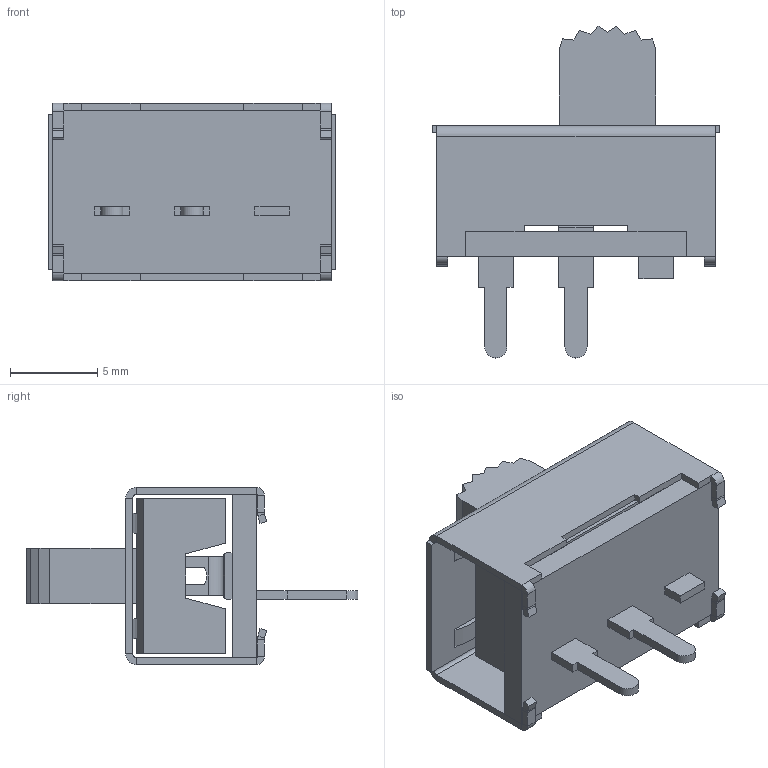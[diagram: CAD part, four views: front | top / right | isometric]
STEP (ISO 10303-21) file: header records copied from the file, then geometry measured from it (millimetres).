
FILE_DESCRIPTION (( 'STEP AP214' ), '1' );
FILE_NAME ('GF-123-0054.STEP', '2020-08-19T07:40:53', ( '' ), ( '' ), 'SwSTEP 2.0', 'SolidWorks 2017', '' );
FILE_SCHEMA (( 'AUTOMOTIVE_DESIGN' ));
Length unit declared in the file: inch
Products named in the file (1): GF-123-0054
Bounding box: 16.46 x 19.02 x 10.16 mm (x, y, z)
Volume: 862.7 mm3; surface area: 1723.8 mm2
Topology: 9 solids, 9 shells, 263 faces, 635 edges, 382 vertices
Faces by surface type: plane 210, cylinder 53
Entity records: 7607 total; most frequent: CARTESIAN_POINT 1293, ORIENTED_EDGE 1270, DIRECTION 1265, EDGE_CURVE 635, LINE 525, VECTOR 525, VERTEX_POINT 382, AXIS2_PLACEMENT_3D 370
